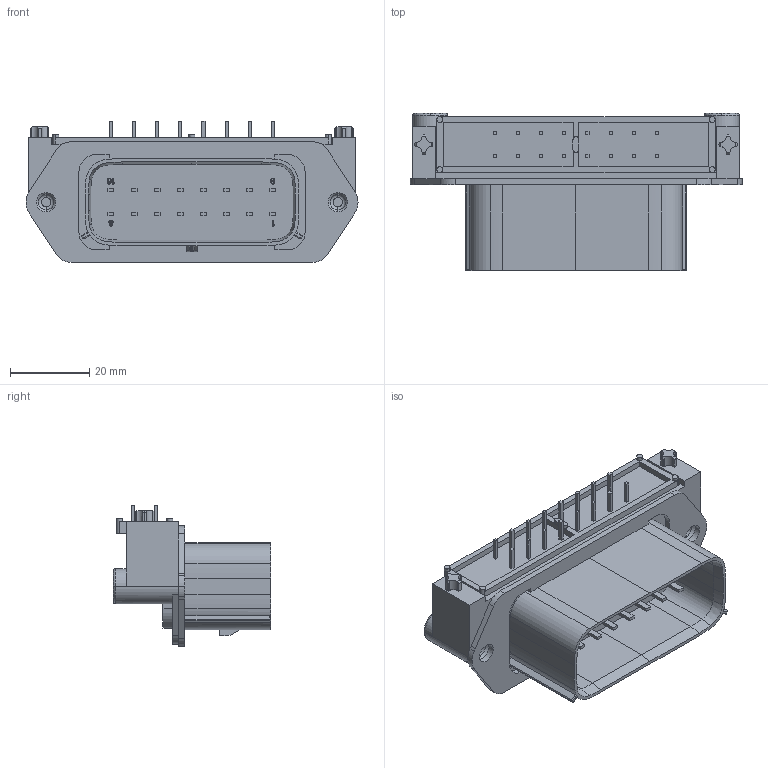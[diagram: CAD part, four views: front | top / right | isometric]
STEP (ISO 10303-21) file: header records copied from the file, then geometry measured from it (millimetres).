
FILE_DESCRIPTION(('STEP AP242'),'1');
FILE_NAME('0194270049.stp','2025-04-03T02:27:00',('TraceParts'),('TraceParts S.A.'),'Spatial InterOp 3D',' ',' ');
FILE_SCHEMA(('AP242_MANAGED_MODEL_BASED_3D_ENGINEERING_MIM_LF {1 0 10303 442 1 1 4}'));
Length unit declared in the file: millimetre
Products named in the file (1): 0194270049_1
Bounding box: 83.83 x 39.65 x 35.62 mm (x, y, z)
Volume: 19986.1 mm3; surface area: 20343 mm2
Topology: 1 solids, 1 shells, 959 faces, 2688 edges, 1826 vertices
Faces by surface type: plane 739, cylinder 178, cone 28, torus 10, extrusion 4
Entity records: 30960 total; most frequent: CARTESIAN_POINT 5850, ORIENTED_EDGE 5304, DIRECTION 4982, EDGE_CURVE 2652, VECTOR 2174, LINE 2170, VERTEX_POINT 1754, AXIS2_PLACEMENT_3D 1404
